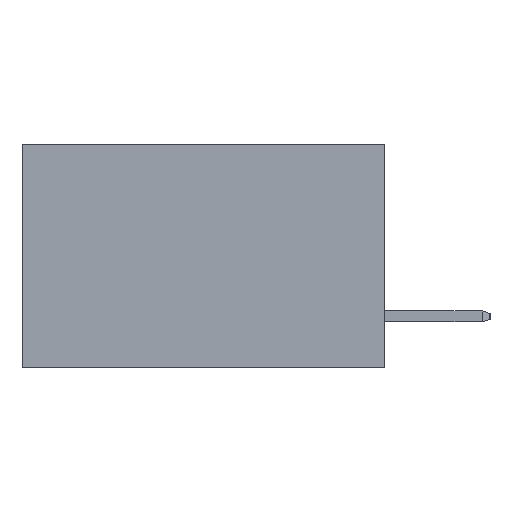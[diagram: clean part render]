
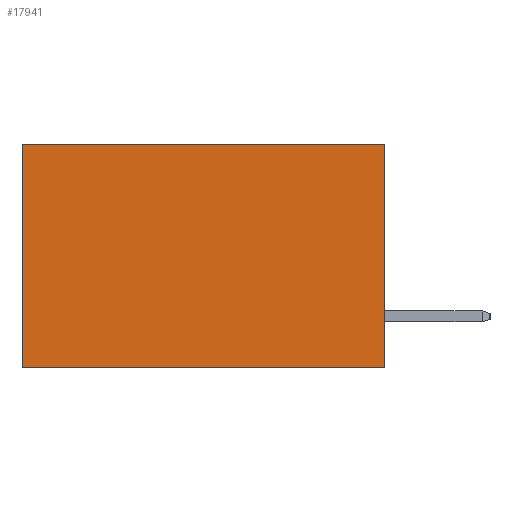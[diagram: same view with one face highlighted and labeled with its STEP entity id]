
A CAD part, left-side view. The second image highlights one B-rep face of the part: STEP entity #17941.
In plain terms, the highlighted planar face has unit normal (-1, 0, 0).
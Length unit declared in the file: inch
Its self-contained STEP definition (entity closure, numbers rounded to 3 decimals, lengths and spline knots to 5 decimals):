
#83 = ORIENTED_EDGE ( 'NONE', *, *, #14716, .F. ) ;
#396 = VECTOR ( 'NONE', #14653, 39.37008 ) ;
#805 = EDGE_CURVE ( 'NONE', #18292, #5762, #4067, .T. ) ;
#2609 = CARTESIAN_POINT ( 'NONE',  ( 0.298, 0., 0. ) ) ;
#4067 = LINE ( 'NONE', #7648, #396 ) ;
#4140 = CARTESIAN_POINT ( 'NONE',  ( 0.298, 0., 0. ) ) ;
#4235 = ORIENTED_EDGE ( 'NONE', *, *, #805, .T. ) ;
#5762 = VERTEX_POINT ( 'NONE', #9579 ) ;
#5894 = DIRECTION ( 'NONE',  ( 1., 0., 0. ) ) ;
#6041 = VECTOR ( 'NONE', #6259, 39.37008 ) ;
#6259 = DIRECTION ( 'NONE',  ( 0., 1., 0. ) ) ;
#6526 = LINE ( 'NONE', #12256, #6041 ) ;
#6532 = LINE ( 'NONE', #4140, #18687 ) ;
#6840 = EDGE_CURVE ( 'NONE', #8286, #13758, #15383, .T. ) ;
#7112 = FACE_OUTER_BOUND ( 'NONE', #7764, .T. ) ;
#7648 = CARTESIAN_POINT ( 'NONE',  ( 0.298, 0.6, 0. ) ) ;
#7764 = EDGE_LOOP ( 'NONE', ( #4235, #83, #13107, #15539 ) ) ;
#8286 = VERTEX_POINT ( 'NONE', #12645 ) ;
#8428 = CARTESIAN_POINT ( 'NONE',  ( 0.298, 0., -0.37 ) ) ;
#8913 = CARTESIAN_POINT ( 'NONE',  ( 0.298, 0., 0. ) ) ;
#9128 = AXIS2_PLACEMENT_3D ( 'NONE', #8913, #5894, #16279 ) ;
#9579 = CARTESIAN_POINT ( 'NONE',  ( 0.298, 0.6, -0.37 ) ) ;
#9799 = CARTESIAN_POINT ( 'NONE',  ( 0.298, 0.6, 0. ) ) ;
#12256 = CARTESIAN_POINT ( 'NONE',  ( 0.298, 0., -0.37 ) ) ;
#12645 = CARTESIAN_POINT ( 'NONE',  ( 0.298, 0., 0. ) ) ;
#13107 = ORIENTED_EDGE ( 'NONE', *, *, #6840, .F. ) ;
#13142 = DIRECTION ( 'NONE',  ( 0., 0., -1. ) ) ;
#13758 = VERTEX_POINT ( 'NONE', #8428 ) ;
#14473 = VECTOR ( 'NONE', #13142, 39.37008 ) ;
#14607 = DIRECTION ( 'NONE',  ( 0., 1., 0. ) ) ;
#14653 = DIRECTION ( 'NONE',  ( 0., 0., -1. ) ) ;
#14716 = EDGE_CURVE ( 'NONE', #13758, #5762, #6526, .T. ) ;
#14821 = PLANE ( 'NONE',  #9128 ) ;
#15383 = LINE ( 'NONE', #2609, #14473 ) ;
#15539 = ORIENTED_EDGE ( 'NONE', *, *, #18439, .T. ) ;
#16279 = DIRECTION ( 'NONE',  ( 0., 0., -1. ) ) ;
#17941 = ADVANCED_FACE ( 'NONE', ( #7112 ), #14821, .F. ) ;
#18292 = VERTEX_POINT ( 'NONE', #9799 ) ;
#18439 = EDGE_CURVE ( 'NONE', #8286, #18292, #6532, .T. ) ;
#18687 = VECTOR ( 'NONE', #14607, 39.37008 ) ;
